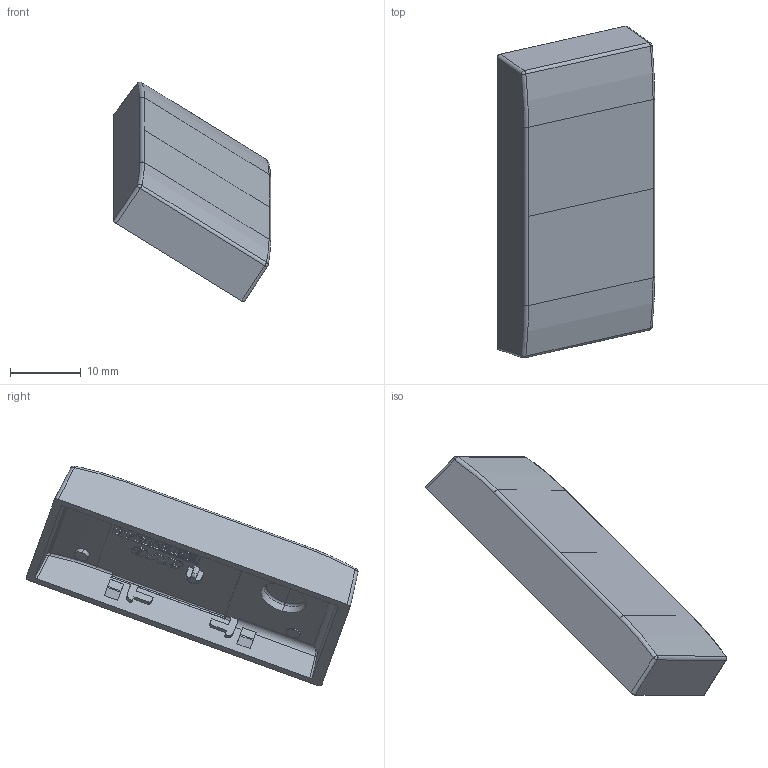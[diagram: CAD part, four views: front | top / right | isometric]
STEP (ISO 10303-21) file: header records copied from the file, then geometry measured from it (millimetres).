
FILE_DESCRIPTION(('CATIA V5 STEP Exchange'),'2;1');
FILE_NAME('441T.stp','2023-09-25T11:55:07+00:00',('none'),('none'),'CATIA Version 5-6 Release 2016 SP6','CATIA V5 STEP AP203','none');
FILE_SCHEMA(('CONFIG_CONTROL_DESIGN'));
Length unit declared in the file: millimetre
Products named in the file (1): 441T
Assembly tree (2 placements, depth 2):
  441T
    #57
    #101
Bounding box: 22.3 x 47.06 x 31.18 mm (x, y, z)
Volume: 2815.4 mm3; surface area: 3525.6 mm2
Topology: 1 solids, 1 shells, 774 faces, 2206 edges, 1458 vertices
Faces by surface type: plane 644, cylinder 74, extrusion 18, bspline 16, cone 13, torus 5, sphere 4
Entity records: 25568 total; most frequent: CARTESIAN_POINT 6125, ORIENTED_EDGE 4396, DIRECTION 3342, EDGE_CURVE 2198, VECTOR 1940, LINE 1922, VERTEX_POINT 1454, EDGE_LOOP 802
